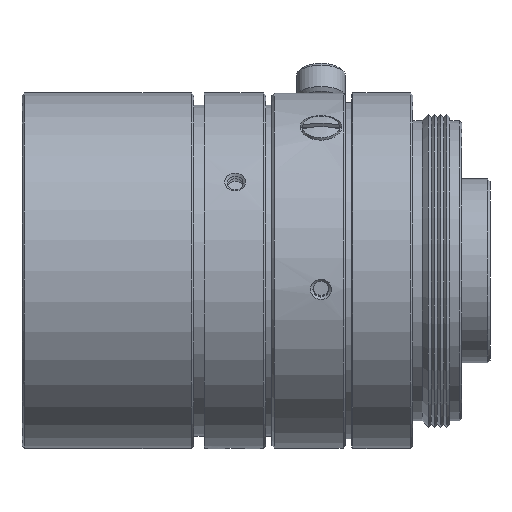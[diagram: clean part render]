
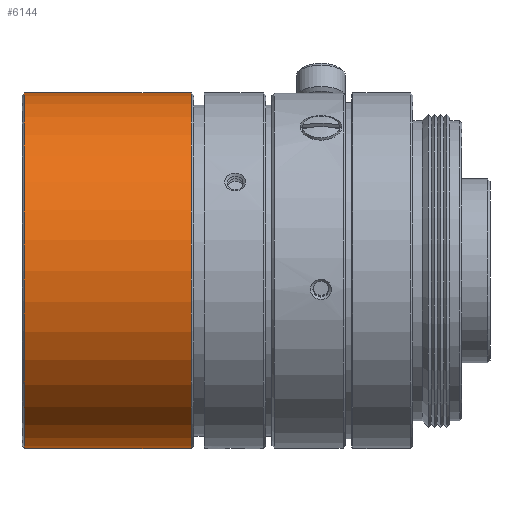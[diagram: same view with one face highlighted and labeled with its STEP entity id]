
A CAD part, front view. The second image highlights one B-rep face of the part: STEP entity #6144.
In plain terms, the highlighted cylindrical face has radius 14.5 mm (diameter 29 mm), a full revolution.
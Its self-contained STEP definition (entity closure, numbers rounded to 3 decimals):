
#150=CYLINDRICAL_SURFACE('',#7094,14.5);
#577=FACE_OUTER_BOUND('',#968,.T.);
#968=EDGE_LOOP('',(#5528,#5529,#5530,#5531,#5532,#5533));
#1288=LINE('',#11558,#1602);
#1602=VECTOR('',#9235,14.5);
#2175=CIRCLE('',#7092,14.5);
#2176=CIRCLE('',#7093,14.5);
#2177=CIRCLE('',#7095,14.5);
#2178=CIRCLE('',#7096,14.5);
#2808=VERTEX_POINT('',#11551);
#2809=VERTEX_POINT('',#11552);
#2810=VERTEX_POINT('',#11557);
#2811=VERTEX_POINT('',#11559);
#3719=EDGE_CURVE('',#2808,#2809,#2175,.T.);
#3720=EDGE_CURVE('',#2809,#2808,#2176,.T.);
#3722=EDGE_CURVE('',#2809,#2810,#1288,.T.);
#3723=EDGE_CURVE('',#2811,#2810,#2177,.T.);
#3724=EDGE_CURVE('',#2810,#2811,#2178,.T.);
#5528=ORIENTED_EDGE('',*,*,#3719,.T.);
#5529=ORIENTED_EDGE('',*,*,#3722,.T.);
#5530=ORIENTED_EDGE('',*,*,#3723,.F.);
#5531=ORIENTED_EDGE('',*,*,#3724,.F.);
#5532=ORIENTED_EDGE('',*,*,#3722,.F.);
#5533=ORIENTED_EDGE('',*,*,#3720,.T.);
#6144=ADVANCED_FACE('',(#577),#150,.T.);
#7092=AXIS2_PLACEMENT_3D('',#11553,#9228,#9229);
#7093=AXIS2_PLACEMENT_3D('',#11554,#9230,#9231);
#7094=AXIS2_PLACEMENT_3D('',#11556,#9233,#9234);
#7095=AXIS2_PLACEMENT_3D('',#11560,#9236,#9237);
#7096=AXIS2_PLACEMENT_3D('',#11561,#9238,#9239);
#9228=DIRECTION('center_axis',(-1.,0.,0.));
#9229=DIRECTION('ref_axis',(0.,1.,0.));
#9230=DIRECTION('center_axis',(-1.,0.,0.));
#9231=DIRECTION('ref_axis',(0.,1.,0.));
#9233=DIRECTION('center_axis',(1.,0.,0.));
#9234=DIRECTION('ref_axis',(0.,1.,0.));
#9235=DIRECTION('',(-1.,0.,0.));
#9236=DIRECTION('center_axis',(-1.,0.,0.));
#9237=DIRECTION('ref_axis',(0.,1.,0.));
#9238=DIRECTION('center_axis',(-1.,0.,0.));
#9239=DIRECTION('ref_axis',(0.,1.,0.));
#11551=CARTESIAN_POINT('',(13.8,14.5,0.));
#11552=CARTESIAN_POINT('',(13.8,-14.5,0.));
#11553=CARTESIAN_POINT('Origin',(13.8,0.,0.));
#11554=CARTESIAN_POINT('Origin',(13.8,0.,0.));
#11556=CARTESIAN_POINT('Origin',(7.,0.,0.));
#11557=CARTESIAN_POINT('',(0.2,-14.5,0.));
#11558=CARTESIAN_POINT('',(7.,-14.5,0.));
#11559=CARTESIAN_POINT('',(0.2,14.5,0.));
#11560=CARTESIAN_POINT('Origin',(0.2,0.,0.));
#11561=CARTESIAN_POINT('Origin',(0.2,0.,0.));
